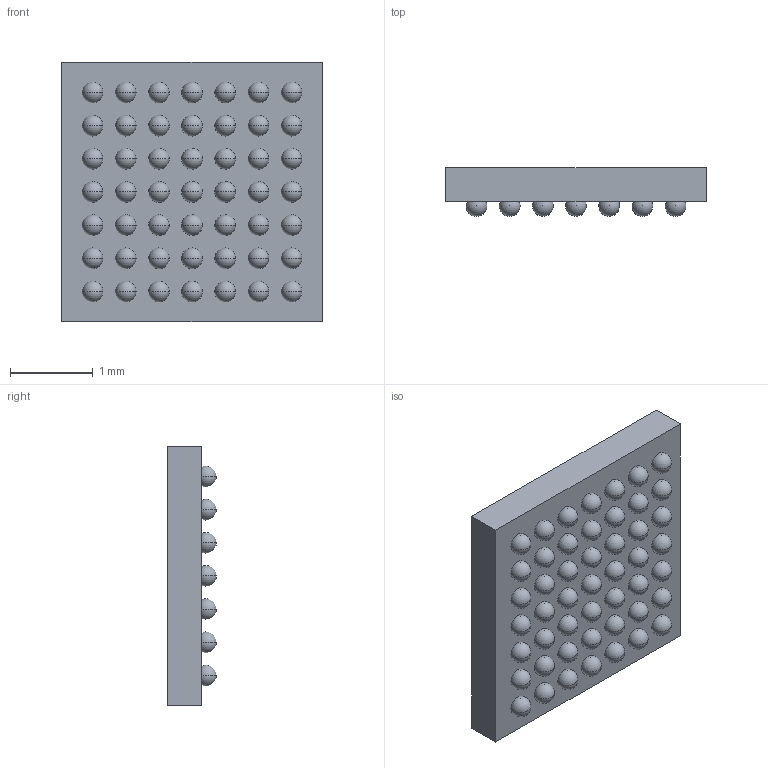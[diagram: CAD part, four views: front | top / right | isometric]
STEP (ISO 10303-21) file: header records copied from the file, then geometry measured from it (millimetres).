
FILE_DESCRIPTION (( 'STEP AP214' ), '1' );
FILE_NAME ('STM32L443CCF6TR.STEP', '2020-03-27T12:09:33', ( '' ), ( '' ), 'SwSTEP 2.0', 'SolidWorks 2018', '' );
FILE_SCHEMA (( 'AUTOMOTIVE_DESIGN' ));
Length unit declared in the file: millimetre
Products named in the file (1): STM32L443CCF6TR
Bounding box: 3.14 x 0.58 x 3.13 mm (x, y, z)
Volume: 4.3 mm3; surface area: 33.5 mm2
Topology: 50 solids, 50 shells, 153 faces, 453 edges, 302 vertices
Faces by surface type: sphere 98, plane 55
Entity records: 3865 total; most frequent: DIRECTION 712, CARTESIAN_POINT 517, ORIENTED_EDGE 416, AXIS2_PLACEMENT_3D 350, EDGE_CURVE 208, CIRCLE 196, VERTEX_POINT 155, ADVANCED_FACE 153
